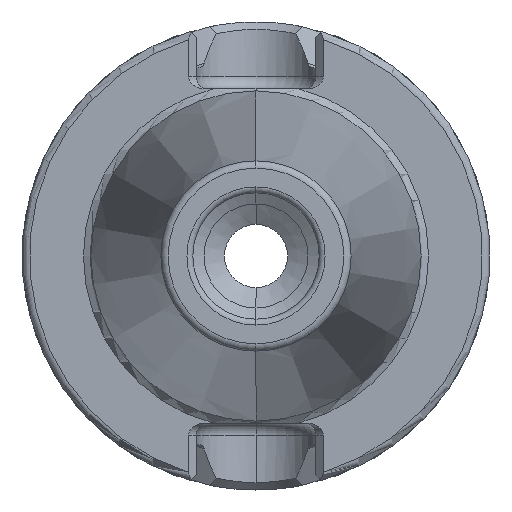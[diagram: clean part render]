
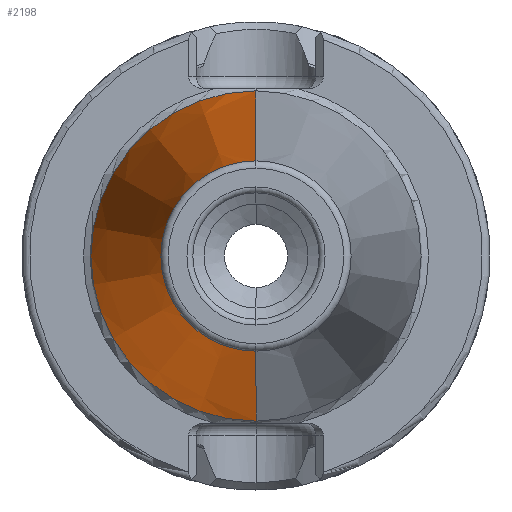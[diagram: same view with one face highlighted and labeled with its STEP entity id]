
A CAD part, left-side view. The second image highlights one B-rep face of the part: STEP entity #2198.
In plain terms, the highlighted conical face has half-angle 8.297 degrees and reference radius 22.225 mm.
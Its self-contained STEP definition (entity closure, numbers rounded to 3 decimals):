
#1406 = CARTESIAN_POINT ( 'NONE',  ( 0., 0., -22.225 ) ) ;
#1457 = CARTESIAN_POINT ( 'NONE',  ( 0., 0., 22.225 ) ) ;
#1495 = CARTESIAN_POINT ( 'NONE',  ( -64.544, 0., 12.812 ) ) ;
#1524 = CARTESIAN_POINT ( 'NONE',  ( -64.544, 0., -12.812 ) ) ;
#1937 = EDGE_LOOP ( 'NONE', ( #4610, #4602, #4594, #4451 ) ) ;
#2198 = ADVANCED_FACE ( 'NONE', ( #3637 ), #3425, .T. ) ;
#2266 = EDGE_CURVE ( 'NONE', #4484, #4482, #3403, .T. ) ;
#2267 = EDGE_CURVE ( 'NONE', #4656, #4652, #3479, .T. ) ;
#2268 = EDGE_CURVE ( 'NONE', #4652, #4482, #5413, .T. ) ;
#2269 = EDGE_CURVE ( 'NONE', #4656, #4484, #5402, .T. ) ;
#3403 = CIRCLE ( 'NONE', #3522, 22.225 ) ;
#3425 = CONICAL_SURFACE ( 'NONE', #3449, 22.225, 0.145 ) ;
#3449 = AXIS2_PLACEMENT_3D ( 'NONE', #3728, #3609, #3693 ) ;
#3452 = AXIS2_PLACEMENT_3D ( 'NONE', #5351, #5347, #5237 ) ;
#3479 = CIRCLE ( 'NONE', #3452, 12.812 ) ;
#3510 = VECTOR ( 'NONE', #5415, 1000. ) ;
#3522 = AXIS2_PLACEMENT_3D ( 'NONE', #5349, #5422, #5348 ) ;
#3589 = VECTOR ( 'NONE', #5405, 1000. ) ;
#3609 = DIRECTION ( 'NONE',  ( 1., 0., 0. ) ) ;
#3637 = FACE_OUTER_BOUND ( 'NONE', #1937, .T. ) ;
#3693 = DIRECTION ( 'NONE',  ( 0., 0., -1. ) ) ;
#3728 = CARTESIAN_POINT ( 'NONE',  ( 0., 0., 0. ) ) ;
#4451 = ORIENTED_EDGE ( 'NONE', *, *, #2268, .F. ) ;
#4482 = VERTEX_POINT ( 'NONE', #1406 ) ;
#4484 = VERTEX_POINT ( 'NONE', #1457 ) ;
#4594 = ORIENTED_EDGE ( 'NONE', *, *, #2266, .T. ) ;
#4602 = ORIENTED_EDGE ( 'NONE', *, *, #2269, .T. ) ;
#4610 = ORIENTED_EDGE ( 'NONE', *, *, #2267, .F. ) ;
#4652 = VERTEX_POINT ( 'NONE', #1524 ) ;
#4656 = VERTEX_POINT ( 'NONE', #1495 ) ;
#5237 = DIRECTION ( 'NONE',  ( 0., 0., 1. ) ) ;
#5326 = CARTESIAN_POINT ( 'NONE',  ( 0., 0., 22.225 ) ) ;
#5347 = DIRECTION ( 'NONE',  ( -1., 0., 0. ) ) ;
#5348 = DIRECTION ( 'NONE',  ( 0., 0., 1. ) ) ;
#5349 = CARTESIAN_POINT ( 'NONE',  ( 0., 0., 0. ) ) ;
#5351 = CARTESIAN_POINT ( 'NONE',  ( -64.544, 0., 0. ) ) ;
#5402 = LINE ( 'NONE', #5326, #3510 ) ;
#5405 = DIRECTION ( 'NONE',  ( 0.99, 0., -0.144 ) ) ;
#5413 = LINE ( 'NONE', #5416, #3589 ) ;
#5415 = DIRECTION ( 'NONE',  ( 0.99, 0., 0.144 ) ) ;
#5416 = CARTESIAN_POINT ( 'NONE',  ( 0., 0., -22.225 ) ) ;
#5422 = DIRECTION ( 'NONE',  ( -1., 0., 0. ) ) ;
